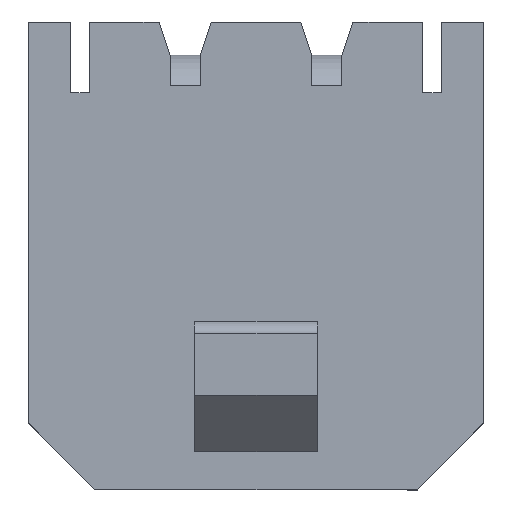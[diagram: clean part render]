
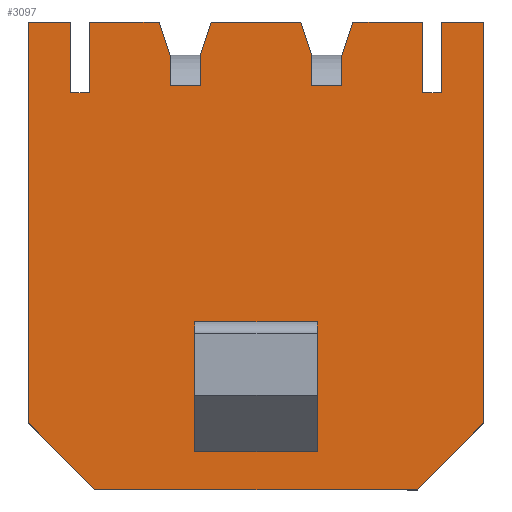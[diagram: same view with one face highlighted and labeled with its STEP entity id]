
A CAD part, top view. The second image highlights one B-rep face of the part: STEP entity #3097.
In plain terms, the highlighted planar face has unit normal (0, 0, 1).
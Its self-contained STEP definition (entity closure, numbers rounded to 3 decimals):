
#125=ORIENTED_EDGE('',*,*,#1032,.T.);
#126=ORIENTED_EDGE('',*,*,#1033,.T.);
#127=ORIENTED_EDGE('',*,*,#1034,.F.);
#128=ORIENTED_EDGE('',*,*,#1035,.F.);
#129=ORIENTED_EDGE('',*,*,#1036,.T.);
#130=ORIENTED_EDGE('',*,*,#1037,.T.);
#131=ORIENTED_EDGE('',*,*,#1024,.T.);
#132=ORIENTED_EDGE('',*,*,#1038,.T.);
#133=ORIENTED_EDGE('',*,*,#1039,.T.);
#134=ORIENTED_EDGE('',*,*,#1040,.T.);
#135=ORIENTED_EDGE('',*,*,#1041,.T.);
#136=ORIENTED_EDGE('',*,*,#1042,.T.);
#137=ORIENTED_EDGE('',*,*,#1043,.T.);
#138=ORIENTED_EDGE('',*,*,#1044,.F.);
#139=ORIENTED_EDGE('',*,*,#1045,.F.);
#140=ORIENTED_EDGE('',*,*,#1046,.F.);
#141=ORIENTED_EDGE('',*,*,#1047,.T.);
#142=ORIENTED_EDGE('',*,*,#1048,.F.);
#143=ORIENTED_EDGE('',*,*,#1049,.F.);
#144=ORIENTED_EDGE('',*,*,#1050,.F.);
#145=ORIENTED_EDGE('',*,*,#1051,.T.);
#146=ORIENTED_EDGE('',*,*,#1052,.T.);
#147=ORIENTED_EDGE('',*,*,#1053,.T.);
#148=ORIENTED_EDGE('',*,*,#1054,.T.);
#149=ORIENTED_EDGE('',*,*,#1055,.T.);
#150=ORIENTED_EDGE('',*,*,#1056,.T.);
#151=ORIENTED_EDGE('',*,*,#1030,.T.);
#152=ORIENTED_EDGE('',*,*,#1057,.T.);
#153=ORIENTED_EDGE('',*,*,#1058,.T.);
#154=ORIENTED_EDGE('',*,*,#1003,.T.);
#1003=EDGE_CURVE('',#1452,#1454,#1749,.T.);
#1024=EDGE_CURVE('',#1475,#1476,#1770,.T.);
#1030=EDGE_CURVE('',#1482,#1481,#1776,.T.);
#1032=EDGE_CURVE('',#1483,#1484,#1778,.T.);
#1033=EDGE_CURVE('',#1484,#1485,#1779,.T.);
#1034=EDGE_CURVE('',#1486,#1485,#1780,.T.);
#1035=EDGE_CURVE('',#1483,#1486,#1781,.T.);
#1036=EDGE_CURVE('',#1454,#1487,#1782,.T.);
#1037=EDGE_CURVE('',#1487,#1475,#1783,.T.);
#1038=EDGE_CURVE('',#1476,#1488,#1784,.T.);
#1039=EDGE_CURVE('',#1488,#1489,#1785,.T.);
#1040=EDGE_CURVE('',#1489,#1490,#1786,.T.);
#1041=EDGE_CURVE('',#1490,#1491,#1787,.T.);
#1042=EDGE_CURVE('',#1491,#1492,#1788,.T.);
#1043=EDGE_CURVE('',#1492,#1493,#1789,.T.);
#1044=EDGE_CURVE('',#1494,#1493,#1790,.T.);
#1045=EDGE_CURVE('',#1495,#1494,#1791,.T.);
#1046=EDGE_CURVE('',#1496,#1495,#1792,.T.);
#1047=EDGE_CURVE('',#1496,#1497,#1793,.T.);
#1048=EDGE_CURVE('',#1498,#1497,#1794,.T.);
#1049=EDGE_CURVE('',#1499,#1498,#1795,.T.);
#1050=EDGE_CURVE('',#1500,#1499,#1796,.T.);
#1051=EDGE_CURVE('',#1500,#1501,#1797,.T.);
#1052=EDGE_CURVE('',#1501,#1502,#1798,.T.);
#1053=EDGE_CURVE('',#1502,#1503,#1799,.T.);
#1054=EDGE_CURVE('',#1503,#1504,#1800,.T.);
#1055=EDGE_CURVE('',#1504,#1505,#1801,.T.);
#1056=EDGE_CURVE('',#1505,#1482,#1802,.T.);
#1057=EDGE_CURVE('',#1481,#1506,#1803,.T.);
#1058=EDGE_CURVE('',#1506,#1452,#1804,.T.);
#1452=VERTEX_POINT('',#4320);
#1454=VERTEX_POINT('',#4324);
#1475=VERTEX_POINT('',#4373);
#1476=VERTEX_POINT('',#4374);
#1481=VERTEX_POINT('',#4385);
#1482=VERTEX_POINT('',#4387);
#1483=VERTEX_POINT('',#4391);
#1484=VERTEX_POINT('',#4392);
#1485=VERTEX_POINT('',#4394);
#1486=VERTEX_POINT('',#4396);
#1487=VERTEX_POINT('',#4399);
#1488=VERTEX_POINT('',#4402);
#1489=VERTEX_POINT('',#4404);
#1490=VERTEX_POINT('',#4406);
#1491=VERTEX_POINT('',#4408);
#1492=VERTEX_POINT('',#4410);
#1493=VERTEX_POINT('',#4412);
#1494=VERTEX_POINT('',#4414);
#1495=VERTEX_POINT('',#4416);
#1496=VERTEX_POINT('',#4418);
#1497=VERTEX_POINT('',#4420);
#1498=VERTEX_POINT('',#4422);
#1499=VERTEX_POINT('',#4424);
#1500=VERTEX_POINT('',#4426);
#1501=VERTEX_POINT('',#4428);
#1502=VERTEX_POINT('',#4430);
#1503=VERTEX_POINT('',#4432);
#1504=VERTEX_POINT('',#4434);
#1505=VERTEX_POINT('',#4436);
#1506=VERTEX_POINT('',#4439);
#1749=LINE('',#4325,#2188);
#1770=LINE('',#4372,#2209);
#1776=LINE('',#4386,#2215);
#1778=LINE('',#4390,#2217);
#1779=LINE('',#4393,#2218);
#1780=LINE('',#4395,#2219);
#1781=LINE('',#4397,#2220);
#1782=LINE('',#4398,#2221);
#1783=LINE('',#4400,#2222);
#1784=LINE('',#4401,#2223);
#1785=LINE('',#4403,#2224);
#1786=LINE('',#4405,#2225);
#1787=LINE('',#4407,#2226);
#1788=LINE('',#4409,#2227);
#1789=LINE('',#4411,#2228);
#1790=LINE('',#4413,#2229);
#1791=LINE('',#4415,#2230);
#1792=LINE('',#4417,#2231);
#1793=LINE('',#4419,#2232);
#1794=LINE('',#4421,#2233);
#1795=LINE('',#4423,#2234);
#1796=LINE('',#4425,#2235);
#1797=LINE('',#4427,#2236);
#1798=LINE('',#4429,#2237);
#1799=LINE('',#4431,#2238);
#1800=LINE('',#4433,#2239);
#1801=LINE('',#4435,#2240);
#1802=LINE('',#4437,#2241);
#1803=LINE('',#4438,#2242);
#1804=LINE('',#4440,#2243);
#2188=VECTOR('',#3506,1000.);
#2209=VECTOR('',#3539,1000.);
#2215=VECTOR('',#3547,1000.);
#2217=VECTOR('',#3551,1000.);
#2218=VECTOR('',#3552,1000.);
#2219=VECTOR('',#3553,1000.);
#2220=VECTOR('',#3554,1000.);
#2221=VECTOR('',#3555,1000.);
#2222=VECTOR('',#3556,1000.);
#2223=VECTOR('',#3557,1000.);
#2224=VECTOR('',#3558,1000.);
#2225=VECTOR('',#3559,1000.);
#2226=VECTOR('',#3560,1000.);
#2227=VECTOR('',#3561,1000.);
#2228=VECTOR('',#3562,1000.);
#2229=VECTOR('',#3563,1000.);
#2230=VECTOR('',#3564,1000.);
#2231=VECTOR('',#3565,1000.);
#2232=VECTOR('',#3566,1000.);
#2233=VECTOR('',#3567,1000.);
#2234=VECTOR('',#3568,1000.);
#2235=VECTOR('',#3569,1000.);
#2236=VECTOR('',#3570,1000.);
#2237=VECTOR('',#3571,1000.);
#2238=VECTOR('',#3572,1000.);
#2239=VECTOR('',#3573,1000.);
#2240=VECTOR('',#3574,1000.);
#2241=VECTOR('',#3575,1000.);
#2242=VECTOR('',#3576,1000.);
#2243=VECTOR('',#3577,1000.);
#2611=EDGE_LOOP('',(#125,#126,#127,#128));
#2612=EDGE_LOOP('',(#129,#130,#131,#132,#133,#134,#135,#136,#137,#138,#139,
#140,#141,#142,#143,#144,#145,#146,#147,#148,#149,#150,#151,#152,#153,#154));
#2778=FACE_BOUND('',#2611,.T.);
#2779=FACE_BOUND('',#2612,.T.);
#2944=PLANE('',#3287);
#3097=ADVANCED_FACE('',(#2778,#2779),#2944,.T.);
#3287=AXIS2_PLACEMENT_3D('',#4389,#3549,#3550);
#3506=DIRECTION('',(-1.,0.,0.));
#3539=DIRECTION('',(-1.,0.,0.));
#3547=DIRECTION('',(-1.,0.,0.));
#3549=DIRECTION('',(0.,0.,1.));
#3550=DIRECTION('',(0.,-1.,0.));
#3551=DIRECTION('',(0.,-1.,0.));
#3552=DIRECTION('',(-1.,0.,0.));
#3553=DIRECTION('',(0.,-1.,0.));
#3554=DIRECTION('',(-1.,0.,0.));
#3555=DIRECTION('',(0.,1.,0.));
#3556=DIRECTION('',(-0.312,0.95,0.));
#3557=DIRECTION('',(-0.312,-0.95,0.));
#3558=DIRECTION('',(0.,-1.,0.));
#3559=DIRECTION('',(-1.,0.,0.));
#3560=DIRECTION('',(0.,1.,0.));
#3561=DIRECTION('',(-0.312,0.95,0.));
#3562=DIRECTION('',(-1.,0.,0.));
#3563=DIRECTION('',(0.,1.,0.));
#3564=DIRECTION('',(1.,0.,0.));
#3565=DIRECTION('',(0.,-1.,0.));
#3566=DIRECTION('',(-1.,0.,0.));
#3567=DIRECTION('',(0.,1.,0.));
#3568=DIRECTION('',(-0.707,0.707,0.));
#3569=DIRECTION('',(-1.,0.,0.));
#3570=DIRECTION('',(0.707,0.707,0.));
#3571=DIRECTION('',(0.,1.,0.));
#3572=DIRECTION('',(-1.,0.,0.));
#3573=DIRECTION('',(0.,-1.,0.));
#3574=DIRECTION('',(-1.,0.,0.));
#3575=DIRECTION('',(0.,1.,0.));
#3576=DIRECTION('',(-0.312,-0.95,0.));
#3577=DIRECTION('',(0.,-1.,0.));
#4320=CARTESIAN_POINT('',(1.82,3.61,2.185));
#4324=CARTESIAN_POINT('',(1.18,3.61,2.185));
#4325=CARTESIAN_POINT('',(1.82,3.61,2.185));
#4372=CARTESIAN_POINT('',(4.825,4.95,2.185));
#4373=CARTESIAN_POINT('',(0.95,4.95,2.185));
#4374=CARTESIAN_POINT('',(-0.95,4.95,2.185));
#4385=CARTESIAN_POINT('',(2.05,4.95,2.185));
#4386=CARTESIAN_POINT('',(4.825,4.95,2.185));
#4387=CARTESIAN_POINT('',(3.525,4.95,2.185));
#4389=CARTESIAN_POINT('',(4.825,-4.95,2.185));
#4390=CARTESIAN_POINT('',(1.3,-4.15,2.185));
#4391=CARTESIAN_POINT('',(1.3,-1.4,2.185));
#4392=CARTESIAN_POINT('',(1.3,-4.15,2.185));
#4393=CARTESIAN_POINT('',(1.3,-4.15,2.185));
#4394=CARTESIAN_POINT('',(-1.3,-4.15,2.185));
#4395=CARTESIAN_POINT('',(-1.3,-4.15,2.185));
#4396=CARTESIAN_POINT('',(-1.3,-1.4,2.185));
#4397=CARTESIAN_POINT('',(1.3,-1.4,2.185));
#4398=CARTESIAN_POINT('',(1.18,3.61,2.185));
#4399=CARTESIAN_POINT('',(1.18,4.25,2.185));
#4400=CARTESIAN_POINT('',(1.18,4.25,2.185));
#4401=CARTESIAN_POINT('',(-1.18,4.25,2.185));
#4402=CARTESIAN_POINT('',(-1.18,4.25,2.185));
#4403=CARTESIAN_POINT('',(-1.18,4.25,2.185));
#4404=CARTESIAN_POINT('',(-1.18,3.61,2.185));
#4405=CARTESIAN_POINT('',(-1.18,3.61,2.185));
#4406=CARTESIAN_POINT('',(-1.82,3.61,2.185));
#4407=CARTESIAN_POINT('',(-1.82,3.61,2.185));
#4408=CARTESIAN_POINT('',(-1.82,4.25,2.185));
#4409=CARTESIAN_POINT('',(-1.82,4.25,2.185));
#4410=CARTESIAN_POINT('',(-2.05,4.95,2.185));
#4411=CARTESIAN_POINT('',(4.825,4.95,2.185));
#4412=CARTESIAN_POINT('',(-3.525,4.95,2.185));
#4413=CARTESIAN_POINT('',(-3.525,3.45,2.185));
#4414=CARTESIAN_POINT('',(-3.525,3.45,2.185));
#4415=CARTESIAN_POINT('',(-3.925,3.45,2.185));
#4416=CARTESIAN_POINT('',(-3.925,3.45,2.185));
#4417=CARTESIAN_POINT('',(-3.925,4.95,2.185));
#4418=CARTESIAN_POINT('',(-3.925,4.95,2.185));
#4419=CARTESIAN_POINT('',(4.825,4.95,2.185));
#4420=CARTESIAN_POINT('',(-4.825,4.95,2.185));
#4421=CARTESIAN_POINT('',(-4.825,-4.95,2.185));
#4422=CARTESIAN_POINT('',(-4.825,-3.536,2.185));
#4423=CARTESIAN_POINT('',(-3.411,-4.95,2.185));
#4424=CARTESIAN_POINT('',(-3.411,-4.95,2.185));
#4425=CARTESIAN_POINT('',(4.825,-4.95,2.185));
#4426=CARTESIAN_POINT('',(3.411,-4.95,2.185));
#4427=CARTESIAN_POINT('',(3.411,-4.95,2.185));
#4428=CARTESIAN_POINT('',(4.825,-3.536,2.185));
#4429=CARTESIAN_POINT('',(4.825,-4.95,2.185));
#4430=CARTESIAN_POINT('',(4.825,4.95,2.185));
#4431=CARTESIAN_POINT('',(4.825,4.95,2.185));
#4432=CARTESIAN_POINT('',(3.925,4.95,2.185));
#4433=CARTESIAN_POINT('',(3.925,4.95,2.185));
#4434=CARTESIAN_POINT('',(3.925,3.45,2.185));
#4435=CARTESIAN_POINT('',(3.925,3.45,2.185));
#4436=CARTESIAN_POINT('',(3.525,3.45,2.185));
#4437=CARTESIAN_POINT('',(3.525,3.45,2.185));
#4438=CARTESIAN_POINT('',(1.82,4.25,2.185));
#4439=CARTESIAN_POINT('',(1.82,4.25,2.185));
#4440=CARTESIAN_POINT('',(1.82,4.25,2.185));
